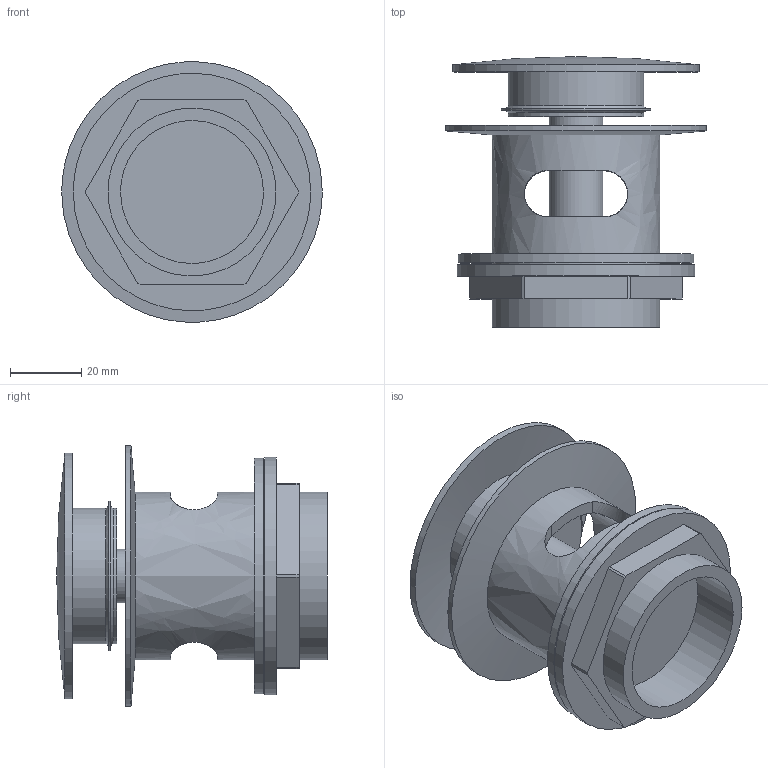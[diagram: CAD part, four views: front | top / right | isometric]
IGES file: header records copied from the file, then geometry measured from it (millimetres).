
Global section: file name: V392; native system: Autodesk Inventor 2018; preprocessor: unknown; author: rclarke; date: 20180126.084436; units: millimetre
Bounding box: 73 x 75.8 x 72.86 mm (x, y, z)
Volume: 74330.9 mm3; surface area: 41737.1 mm2
Topology: 1 solids, 1 shells, 50 faces, 134 edges, 98 vertices
Faces by surface type: bspline 50
